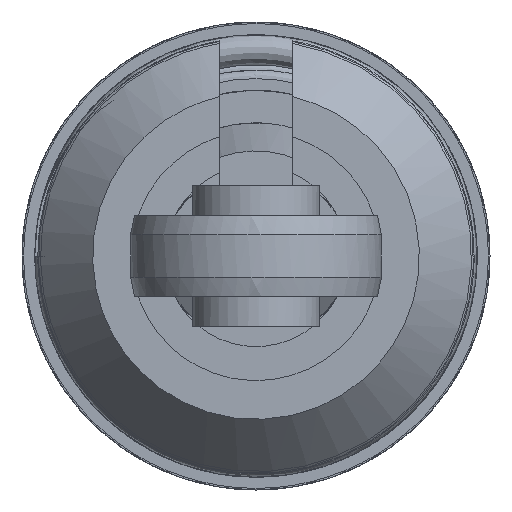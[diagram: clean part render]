
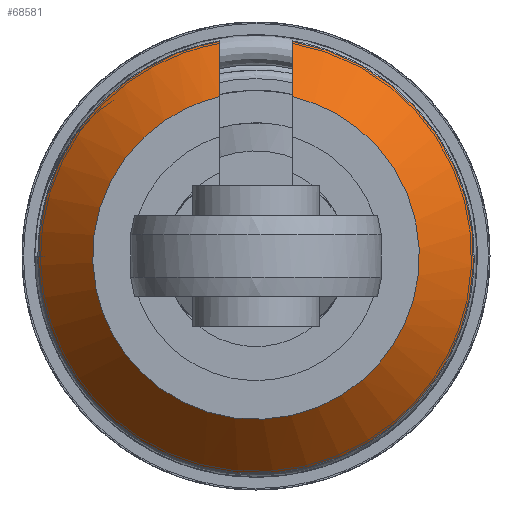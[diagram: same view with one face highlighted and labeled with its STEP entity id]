
A CAD part, front view. The second image highlights one B-rep face of the part: STEP entity #68581.
In plain terms, the highlighted free-form (B-spline) face has degree [2, 1] with [7, 2] control points.
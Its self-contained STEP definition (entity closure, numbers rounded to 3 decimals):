
#68150 = VERTEX_POINT('',#68151);
#68151 = CARTESIAN_POINT('',(1.36,-74.501,
    5.992));
#68156 = EDGE_CURVE('',#68157,#68150,#68159,.T.);
#68157 = VERTEX_POINT('',#68158);
#68158 = CARTESIAN_POINT('',(1.36,-72.164,
    8.068));
#68159 = ( BOUNDED_CURVE() B_SPLINE_CURVE(2,(#68160,#68161,#68162),
.UNSPECIFIED.,.F.,.F.) B_SPLINE_CURVE_WITH_KNOTS((3,3),(0.,
0.248),.PIECEWISE_BEZIER_KNOTS.) CURVE() 
GEOMETRIC_REPRESENTATION_ITEM() RATIONAL_B_SPLINE_CURVE((1.,
1.011,1.)) REPRESENTATION_ITEM('') );
#68160 = CARTESIAN_POINT('',(1.36,-72.164,
    8.068));
#68161 = CARTESIAN_POINT('',(1.36,-73.505,
    6.882));
#68162 = CARTESIAN_POINT('',(1.36,-74.501,
    5.992));
#68200 = VERTEX_POINT('',#68201);
#68201 = CARTESIAN_POINT('',(-1.36,-72.164,
    8.068));
#68219 = EDGE_CURVE('',#68220,#68200,#68222,.T.);
#68220 = VERTEX_POINT('',#68221);
#68221 = CARTESIAN_POINT('',(-1.36,-74.501,
    5.992));
#68222 = ( BOUNDED_CURVE() B_SPLINE_CURVE(2,(#68223,#68224,#68225),
.UNSPECIFIED.,.F.,.F.) B_SPLINE_CURVE_WITH_KNOTS((3,3),(0.,
0.248),.PIECEWISE_BEZIER_KNOTS.) CURVE() 
GEOMETRIC_REPRESENTATION_ITEM() RATIONAL_B_SPLINE_CURVE((1.,
1.011,1.)) REPRESENTATION_ITEM('') );
#68223 = CARTESIAN_POINT('',(-1.36,-74.501,
    5.992));
#68224 = CARTESIAN_POINT('',(-1.36,-73.505,
    6.882));
#68225 = CARTESIAN_POINT('',(-1.36,-72.164,
    8.068));
#68567 = EDGE_CURVE('',#68150,#68220,#68568,.T.);
#68568 = ( BOUNDED_CURVE() B_SPLINE_CURVE(2,(#68569,#68570,#68571,#68572
    ,#68573,#68574,#68575),.UNSPECIFIED.,.F.,.F.) 
B_SPLINE_CURVE_WITH_KNOTS((3,2,2,3),(4.936,6.881,
8.827,10.772),.PIECEWISE_BEZIER_KNOTS.) CURVE() 
GEOMETRIC_REPRESENTATION_ITEM() RATIONAL_B_SPLINE_CURVE((1.,
    0.563,1.,0.563,1.,0.563,1.)) 
REPRESENTATION_ITEM('') );
#68569 = CARTESIAN_POINT('',(1.36,-74.501,
    5.992));
#68570 = CARTESIAN_POINT('',(10.156,-74.501,
    3.995));
#68571 = CARTESIAN_POINT('',(5.078,-74.501,
    -3.459));
#68572 = CARTESIAN_POINT('',(0.,-74.501,
    -10.914));
#68573 = CARTESIAN_POINT('',(-5.078,-74.501,
    -3.459));
#68574 = CARTESIAN_POINT('',(-10.156,-74.501,
    3.995));
#68575 = CARTESIAN_POINT('',(-1.36,-74.501,
    5.992));
#68581 = ADVANCED_FACE('',(#68582),#68597,.T.);
#68582 = FACE_BOUND('',#68583,.T.);
#68583 = EDGE_LOOP('',(#68584,#68585,#68586,#68587));
#68584 = ORIENTED_EDGE('',*,*,#68156,.T.);
#68585 = ORIENTED_EDGE('',*,*,#68567,.T.);
#68586 = ORIENTED_EDGE('',*,*,#68219,.T.);
#68587 = ORIENTED_EDGE('',*,*,#68588,.F.);
#68588 = EDGE_CURVE('',#68157,#68200,#68589,.T.);
#68589 = ( BOUNDED_CURVE() B_SPLINE_CURVE(2,(#68590,#68591,#68592,#68593
    ,#68594,#68595,#68596),.UNSPECIFIED.,.F.,.F.) 
B_SPLINE_CURVE_WITH_KNOTS((3,2,2,3),(4.879,6.862,
8.846,10.829),.PIECEWISE_BEZIER_KNOTS.) CURVE() 
GEOMETRIC_REPRESENTATION_ITEM() RATIONAL_B_SPLINE_CURVE((1.,
    0.547,1.,0.547,1.,0.547,1.)) 
REPRESENTATION_ITEM('') );
#68590 = CARTESIAN_POINT('',(1.36,-72.164,
    8.068));
#68591 = CARTESIAN_POINT('',(13.694,-72.164,
    5.989));
#68592 = CARTESIAN_POINT('',(6.847,-72.164,
    -4.479));
#68593 = CARTESIAN_POINT('',(0.,-72.164,
    -14.946));
#68594 = CARTESIAN_POINT('',(-6.847,-72.164,
    -4.479));
#68595 = CARTESIAN_POINT('',(-13.694,-72.164,
    5.989));
#68596 = CARTESIAN_POINT('',(-1.36,-72.164,
    8.068));
#68597 = ( BOUNDED_SURFACE() B_SPLINE_SURFACE(2,1,(
    (#68598,#68599)
    ,(#68600,#68601)
    ,(#68602,#68603)
    ,(#68604,#68605)
    ,(#68606,#68607)
    ,(#68608,#68609)
    ,(#68610,#68611
)),.UNSPECIFIED.,.F.,.F.,.F.) B_SPLINE_SURFACE_WITH_KNOTS((3,2,2,3),(2,2
    ),(3.309,5.292,7.275,9.258),(
    -1.23,1.23),.PIECEWISE_BEZIER_KNOTS.) 
GEOMETRIC_REPRESENTATION_ITEM() RATIONAL_B_SPLINE_SURFACE((
    (1.,1.)
    ,(0.547,0.547)
    ,(1.,1.)
    ,(0.547,0.547)
    ,(1.,1.)
    ,(0.547,0.547)
,(1.,1.))) REPRESENTATION_ITEM('') SURFACE() );
#68598 = CARTESIAN_POINT('',(1.021,-74.501,
    6.059));
#68599 = CARTESIAN_POINT('',(1.36,-72.164,
    8.068));
#68600 = CARTESIAN_POINT('',(10.284,-74.501,
    4.497));
#68601 = CARTESIAN_POINT('',(13.694,-72.164,
    5.989));
#68602 = CARTESIAN_POINT('',(5.142,-74.501,
    -3.364));
#68603 = CARTESIAN_POINT('',(6.847,-72.164,
    -4.479));
#68604 = CARTESIAN_POINT('',(0.,-74.501,
    -11.225));
#68605 = CARTESIAN_POINT('',(0.,-72.164,
    -14.946));
#68606 = CARTESIAN_POINT('',(-5.142,-74.501,
    -3.364));
#68607 = CARTESIAN_POINT('',(-6.847,-72.164,
    -4.479));
#68608 = CARTESIAN_POINT('',(-10.284,-74.501,
    4.497));
#68609 = CARTESIAN_POINT('',(-13.694,-72.164,
    5.989));
#68610 = CARTESIAN_POINT('',(-1.021,-74.501,
    6.059));
#68611 = CARTESIAN_POINT('',(-1.36,-72.164,
    8.068));
